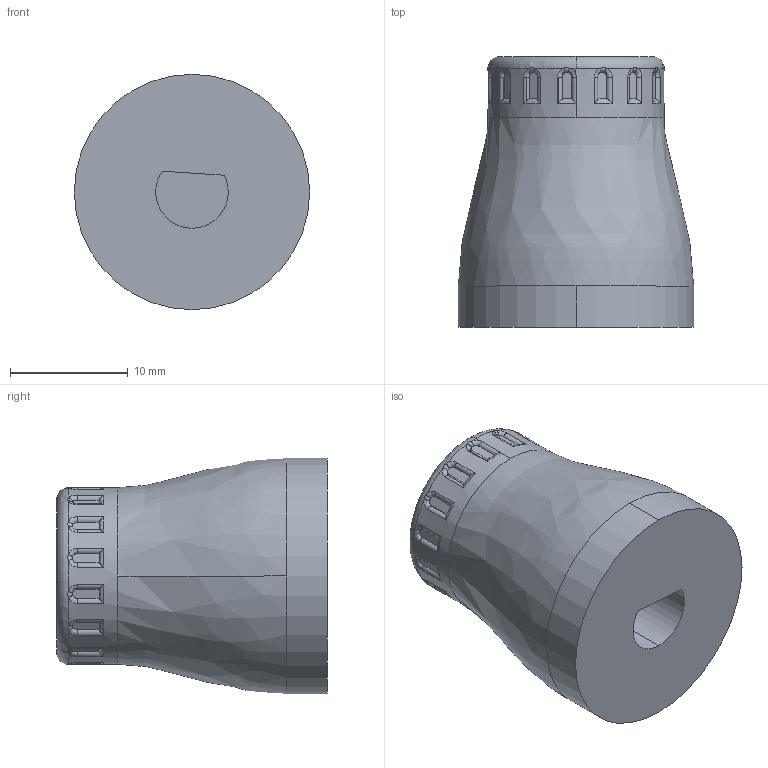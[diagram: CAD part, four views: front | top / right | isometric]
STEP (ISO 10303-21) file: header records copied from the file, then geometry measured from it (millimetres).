
FILE_DESCRIPTION (( 'STEP AP214' ), '1' );
FILE_NAME ('KY-040 Knob v2.STEP', '2023-08-24T20:13:41', ( '' ), ( '' ), 'SwSTEP 2.0', 'SolidWorks 2022', '' );
FILE_SCHEMA (( 'AUTOMOTIVE_DESIGN' ));
Length unit declared in the file: millimetre
Products named in the file (1): KY-040 Knob v2
Bounding box: 20 x 23 x 20 mm (x, y, z)
Volume: 5266.3 mm3; surface area: 1988.2 mm2
Topology: 1 solids, 1 shells, 147 faces, 385 edges, 246 vertices
Faces by surface type: bspline 66, cylinder 52, plane 27, torus 2
Entity records: 6051 total; most frequent: CARTESIAN_POINT 2731, ORIENTED_EDGE 770, DIRECTION 601, EDGE_CURVE 385, VERTEX_POINT 246, AXIS2_PLACEMENT_3D 244, CIRCLE 162, EDGE_LOOP 153
